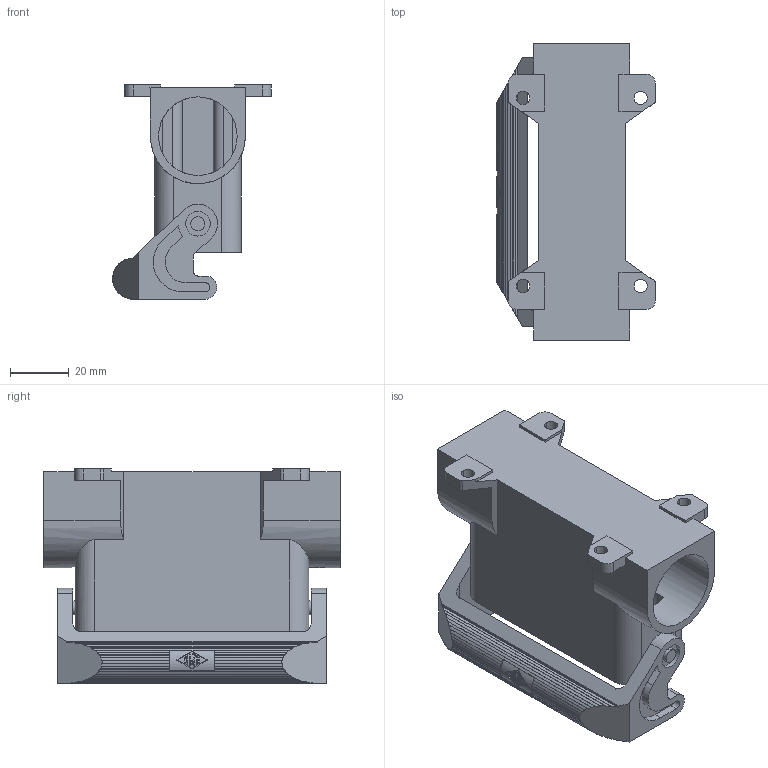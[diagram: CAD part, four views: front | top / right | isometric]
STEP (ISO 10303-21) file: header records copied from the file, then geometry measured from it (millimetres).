
FILE_DESCRIPTION(('Creo Elements/Direct Modeling STEP Export'),'2;1');
FILE_NAME('0ln7uvk43jndim22240','2016-07-07T14:54:21',(''),(''),'PTC Creo Elements/Direct Modeling STEP processor for AP214 (Solid Model)','PTC Creo Elements/Direct Modeling 19.0B 21-Mar-2015 (C) Parametric Technology GmbH','');
FILE_SCHEMA(('AUTOMOTIVE_DESIGN { 1 0 10303 214 1 1 1 1 }'));
Length unit declared in the file: millimetre
Products named in the file (2): JPP_25_L21
Assembly tree (1 placements, depth 2):
  JPP_25_L21
    JPP_25_L21
Bounding box: 54 x 101 x 73 mm (x, y, z)
Volume: 66814.4 mm3; surface area: 40549.6 mm2
Topology: 1 solids, 3 shells, 309 faces, 867 edges, 583 vertices
Faces by surface type: plane 170, cylinder 139
Entity records: 11078 total; most frequent: CARTESIAN_POINT 2184, ORIENTED_EDGE 1734, DIRECTION 1586, EDGE_CURVE 867, VERTEX_POINT 583, AXIS2_PLACEMENT_3D 542, VECTOR 502, LINE 502
